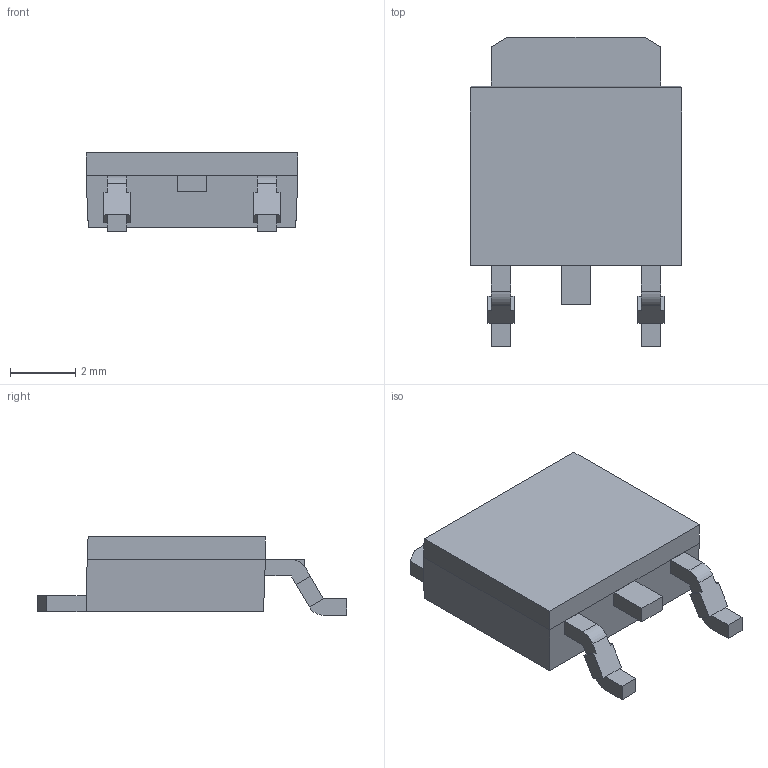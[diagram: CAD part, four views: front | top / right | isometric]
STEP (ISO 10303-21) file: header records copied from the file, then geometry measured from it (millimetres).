
FILE_DESCRIPTION (( 'STEP AP214' ), '1' );
FILE_NAME ('DPAK+.STEP', '2018-02-26T02:55:38', ( 'Admin' ), ( 'MyPc' ), 'SwSTEP 2.0', 'SolidWorks 2015', '' );
FILE_SCHEMA (( 'AUTOMOTIVE_DESIGN' ));
Length unit declared in the file: millimetre
Products named in the file (1): DPAK+
Bounding box: 6.5 x 9.5 x 2.4 mm (x, y, z)
Volume: 87.4 mm3; surface area: 212.7 mm2
Topology: 5 solids, 5 shells, 92 faces, 232 edges, 150 vertices
Faces by surface type: plane 82, cylinder 10
Entity records: 3207 total; most frequent: CARTESIAN_POINT 475, ORIENTED_EDGE 464, DIRECTION 438, EDGE_CURVE 232, VECTOR 212, LINE 212, VERTEX_POINT 150, AXIS2_PLACEMENT_3D 113
